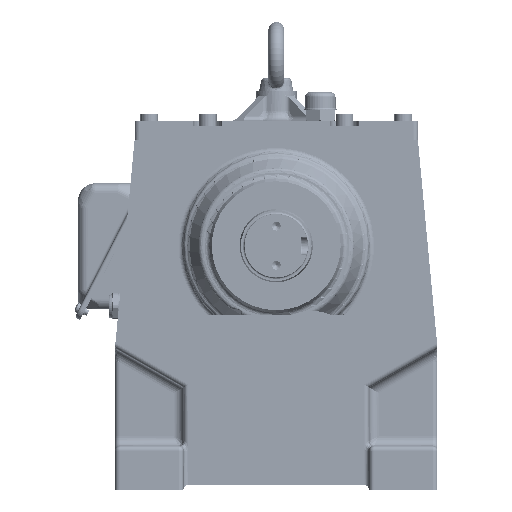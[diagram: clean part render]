
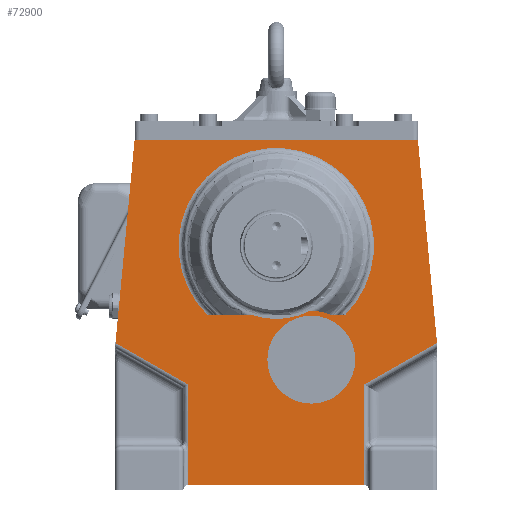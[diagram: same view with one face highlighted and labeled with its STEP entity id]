
A CAD part, front view. The second image highlights one B-rep face of the part: STEP entity #72900.
In plain terms, the highlighted planar face has unit normal (0, -1, 0).
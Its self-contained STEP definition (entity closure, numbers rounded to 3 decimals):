
#7168=CIRCLE('',#99714,45.);
#7169=CIRCLE('',#99716,50.);
#7170=CIRCLE('',#99717,75.032);
#7171=CIRCLE('',#99718,100.);
#25484=ORIENTED_EDGE('',*,*,#38159,.T.);
#25485=ORIENTED_EDGE('',*,*,#38160,.F.);
#25486=ORIENTED_EDGE('',*,*,#38161,.T.);
#25487=ORIENTED_EDGE('',*,*,#38162,.T.);
#25488=ORIENTED_EDGE('',*,*,#38163,.T.);
#25489=ORIENTED_EDGE('',*,*,#38113,.F.);
#25490=ORIENTED_EDGE('',*,*,#38157,.F.);
#25491=ORIENTED_EDGE('',*,*,#36398,.F.);
#25492=ORIENTED_EDGE('',*,*,#38164,.F.);
#25493=ORIENTED_EDGE('',*,*,#38101,.F.);
#25494=ORIENTED_EDGE('',*,*,#38165,.T.);
#25495=ORIENTED_EDGE('',*,*,#38166,.T.);
#25496=ORIENTED_EDGE('',*,*,#38158,.T.);
#25497=ORIENTED_EDGE('',*,*,#38167,.F.);
#25498=ORIENTED_EDGE('',*,*,#38168,.T.);
#25499=ORIENTED_EDGE('',*,*,#38169,.T.);
#25500=ORIENTED_EDGE('',*,*,#38170,.T.);
#25501=ORIENTED_EDGE('',*,*,#38171,.T.);
#36398=EDGE_CURVE('',#44532,#44533,#50612,.T.);
#38101=EDGE_CURVE('',#45634,#45635,#51501,.T.);
#38113=EDGE_CURVE('',#45642,#45643,#51511,.T.);
#38157=EDGE_CURVE('',#44533,#45642,#51536,.T.);
#38158=EDGE_CURVE('',#45675,#45675,#7168,.F.);
#38159=EDGE_CURVE('',#45676,#45677,#51537,.F.);
#38160=EDGE_CURVE('',#45678,#45677,#51538,.T.);
#38161=EDGE_CURVE('',#45678,#45679,#51539,.F.);
#38162=EDGE_CURVE('',#45679,#45680,#51540,.F.);
#38163=EDGE_CURVE('',#45680,#45643,#51541,.F.);
#38164=EDGE_CURVE('',#45635,#44532,#51542,.T.);
#38165=EDGE_CURVE('',#45634,#45681,#51543,.T.);
#38166=EDGE_CURVE('',#45681,#45676,#51544,.T.);
#38167=EDGE_CURVE('',#45682,#45683,#7169,.T.);
#38168=EDGE_CURVE('',#45682,#45684,#7170,.F.);
#38169=EDGE_CURVE('',#45684,#45685,#51545,.T.);
#38170=EDGE_CURVE('',#45685,#45686,#7171,.F.);
#38171=EDGE_CURVE('',#45686,#45683,#51546,.T.);
#44532=VERTEX_POINT('',#147301);
#44533=VERTEX_POINT('',#147303);
#45634=VERTEX_POINT('',#153795);
#45635=VERTEX_POINT('',#153797);
#45642=VERTEX_POINT('',#153825);
#45643=VERTEX_POINT('',#153827);
#45675=VERTEX_POINT('',#153972);
#45676=VERTEX_POINT('',#153975);
#45677=VERTEX_POINT('',#153976);
#45678=VERTEX_POINT('',#153978);
#45679=VERTEX_POINT('',#153980);
#45680=VERTEX_POINT('',#153982);
#45681=VERTEX_POINT('',#153986);
#45682=VERTEX_POINT('',#153989);
#45683=VERTEX_POINT('',#153990);
#45684=VERTEX_POINT('',#153992);
#45685=VERTEX_POINT('',#153994);
#45686=VERTEX_POINT('',#153996);
#50612=LINE('',#147302,#55998);
#51501=LINE('',#153796,#56887);
#51511=LINE('',#153826,#56897);
#51536=LINE('',#153969,#56922);
#51537=LINE('',#153974,#56923);
#51538=LINE('',#153977,#56924);
#51539=LINE('',#153979,#56925);
#51540=LINE('',#153981,#56926);
#51541=LINE('',#153983,#56927);
#51542=LINE('',#153984,#56928);
#51543=LINE('',#153985,#56929);
#51544=LINE('',#153987,#56930);
#51545=LINE('',#153993,#56931);
#51546=LINE('',#153997,#56932);
#55998=VECTOR('',#114349,1000.);
#56887=VECTOR('',#117686,1000.);
#56897=VECTOR('',#117702,1000.);
#56922=VECTOR('',#117783,1000.);
#56923=VECTOR('',#117790,1000.);
#56924=VECTOR('',#117791,1000.);
#56925=VECTOR('',#117792,1000.);
#56926=VECTOR('',#117793,1000.);
#56927=VECTOR('',#117794,1000.);
#56928=VECTOR('',#117795,1000.);
#56929=VECTOR('',#117796,1000.);
#56930=VECTOR('',#117797,1000.);
#56931=VECTOR('',#117802,1000.);
#56932=VECTOR('',#117805,1000.);
#61559=EDGE_LOOP('',(#25484,#25485,#25486,#25487,#25488,#25489,#25490,#25491,
#25492,#25493,#25494,#25495));
#61560=EDGE_LOOP('',(#25496));
#61561=EDGE_LOOP('',(#25497,#25498,#25499,#25500,#25501));
#66603=FACE_BOUND('',#61559,.T.);
#66604=FACE_BOUND('',#61560,.T.);
#66605=FACE_BOUND('',#61561,.T.);
#69200=PLANE('',#99715);
#72900=ADVANCED_FACE('',(#66603,#66604,#66605),#69200,.T.);
#99714=AXIS2_PLACEMENT_3D('',#153971,#117786,#117787);
#99715=AXIS2_PLACEMENT_3D('',#153973,#117788,#117789);
#99716=AXIS2_PLACEMENT_3D('',#153988,#117798,#117799);
#99717=AXIS2_PLACEMENT_3D('',#153991,#117800,#117801);
#99718=AXIS2_PLACEMENT_3D('',#153995,#117803,#117804);
#114349=DIRECTION('',(1.,0.,0.));
#117686=DIRECTION('',(0.093,0.,0.996));
#117702=DIRECTION('',(0.093,0.,-0.996));
#117783=DIRECTION('',(1.,0.,0.));
#117786=DIRECTION('',(0.,-1.,0.));
#117787=DIRECTION('',(0.,0.,-1.));
#117788=DIRECTION('',(0.,-1.,0.));
#117789=DIRECTION('',(0.,0.,-1.));
#117790=DIRECTION('',(0.,0.,1.));
#117791=DIRECTION('',(-1.,0.,0.));
#117792=DIRECTION('',(0.,0.,-1.));
#117793=DIRECTION('',(0.,0.,-1.));
#117794=DIRECTION('',(-0.868,0.,-0.496));
#117795=DIRECTION('',(1.,0.,0.));
#117796=DIRECTION('',(0.868,0.,-0.496));
#117797=DIRECTION('',(0.,0.,-1.));
#117798=DIRECTION('',(0.,1.,0.));
#117799=DIRECTION('',(1.,0.,0.));
#117800=DIRECTION('',(0.,-1.,0.));
#117801=DIRECTION('',(0.,0.,-1.));
#117802=DIRECTION('',(-1.,0.,0.));
#117803=DIRECTION('',(0.,-1.,0.));
#117804=DIRECTION('',(0.,0.,-1.));
#117805=DIRECTION('',(-1.,0.,0.));
#147301=CARTESIAN_POINT('',(-142.179,-262.,108.));
#147302=CARTESIAN_POINT('',(-145.,-262.,108.));
#147303=CARTESIAN_POINT('',(142.179,-262.,108.));
#153795=CARTESIAN_POINT('',(-164.487,-262.,-99.534));
#153796=CARTESIAN_POINT('',(-145.,-262.,108.));
#153797=CARTESIAN_POINT('',(-145.,-262.,108.));
#153825=CARTESIAN_POINT('',(145.,-262.,108.));
#153826=CARTESIAN_POINT('',(165.,-262.,-105.));
#153827=CARTESIAN_POINT('',(164.487,-262.,-99.534));
#153969=CARTESIAN_POINT('',(-145.,-262.,108.));
#153971=CARTESIAN_POINT('',(35.9,-262.,-116.6));
#153972=CARTESIAN_POINT('',(35.9,-262.,-161.6));
#153973=CARTESIAN_POINT('',(-131.53,-262.,91.));
#153974=CARTESIAN_POINT('',(-90.,-262.,-250.));
#153975=CARTESIAN_POINT('',(-90.,-262.,-210.));
#153976=CARTESIAN_POINT('',(-90.,-262.,-245.));
#153977=CARTESIAN_POINT('',(95.,-262.,-245.));
#153978=CARTESIAN_POINT('',(90.,-262.,-245.));
#153979=CARTESIAN_POINT('',(90.,-262.,-205.));
#153980=CARTESIAN_POINT('',(90.,-262.,-210.));
#153981=CARTESIAN_POINT('',(90.,-262.,-156.606));
#153982=CARTESIAN_POINT('',(90.,-262.,-142.098));
#153983=CARTESIAN_POINT('',(162.519,-262.,-100.659));
#153984=CARTESIAN_POINT('',(-145.,-262.,108.));
#153985=CARTESIAN_POINT('',(-221.719,-262.,-66.83));
#153986=CARTESIAN_POINT('',(-90.,-262.,-142.098));
#153987=CARTESIAN_POINT('',(-90.,-262.,91.));
#153988=CARTESIAN_POINT('',(35.9,-262.,-116.6));
#153989=CARTESIAN_POINT('',(34.521,-262.,-66.619));
#153990=CARTESIAN_POINT('',(56.41,-262.,-71.));
#153991=CARTESIAN_POINT('',(0.,-262.,0.));
#153992=CARTESIAN_POINT('',(-24.265,-262.,-71.));
#153993=CARTESIAN_POINT('',(63.119,-262.,-71.));
#153994=CARTESIAN_POINT('',(-70.42,-262.,-71.));
#153995=CARTESIAN_POINT('',(0.,-262.,0.));
#153996=CARTESIAN_POINT('',(70.42,-262.,-71.));
#153997=CARTESIAN_POINT('',(63.119,-262.,-71.));
